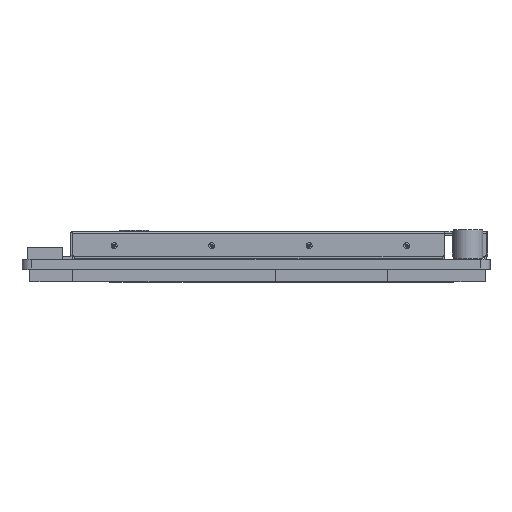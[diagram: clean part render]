
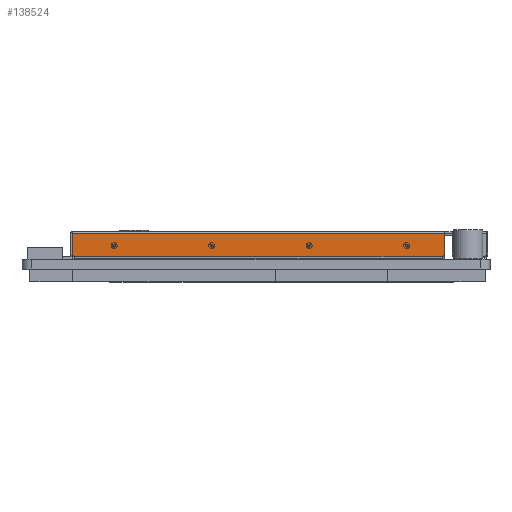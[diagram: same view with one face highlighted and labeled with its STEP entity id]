
A CAD part, top view. The second image highlights one B-rep face of the part: STEP entity #138524.
In plain terms, the highlighted planar face has unit normal (0, 0, 1).
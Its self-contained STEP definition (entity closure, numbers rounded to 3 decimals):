
#566 = AXIS2_PLACEMENT_3D ( 'NONE', #98793, #64457, #53976 ) ;
#1173 = LINE ( 'NONE', #22164, #8347 ) ;
#1318 = LINE ( 'NONE', #48698, #126138 ) ;
#2093 = CARTESIAN_POINT ( 'NONE',  ( 3.13, 5.6, 19.78 ) ) ;
#6766 = DIRECTION ( 'NONE',  ( -1., 0., 0. ) ) ;
#7148 = CARTESIAN_POINT ( 'NONE',  ( 3.38, 8., 19.78 ) ) ;
#7646 = DIRECTION ( 'NONE',  ( 0., 0., 1. ) ) ;
#8347 = VECTOR ( 'NONE', #43068, 1000. ) ;
#8507 = DIRECTION ( 'NONE',  ( 0., 0., 1. ) ) ;
#9799 = CARTESIAN_POINT ( 'NONE',  ( -10.35, 6.7, 19.78 ) ) ;
#9969 = CARTESIAN_POINT ( 'NONE',  ( -0.5, 6.7, 19.78 ) ) ;
#10010 = ORIENTED_EDGE ( 'NONE', *, *, #82689, .T. ) ;
#10462 = DIRECTION ( 'NONE',  ( 0., 0., 1. ) ) ;
#12718 = CIRCLE ( 'NONE', #55196, 0.25 ) ;
#13158 = VERTEX_POINT ( 'NONE', #21223 ) ;
#13886 = ORIENTED_EDGE ( 'NONE', *, *, #14349, .T. ) ;
#14349 = EDGE_CURVE ( 'NONE', #36945, #110917, #1173, .T. ) ;
#15018 = CIRCLE ( 'NONE', #123466, 0.15 ) ;
#16061 = CARTESIAN_POINT ( 'NONE',  ( -34.78, 8., 19.78 ) ) ;
#16219 = AXIS2_PLACEMENT_3D ( 'NONE', #33775, #113000, #21826 ) ;
#18286 = ORIENTED_EDGE ( 'NONE', *, *, #33641, .F. ) ;
#18816 = DIRECTION ( 'NONE',  ( 0., 0., 1. ) ) ;
#19072 = CARTESIAN_POINT ( 'NONE',  ( -34.78, 5.85, 19.78 ) ) ;
#19742 = CARTESIAN_POINT ( 'NONE',  ( -30.5, 6.7, 19.78 ) ) ;
#21223 = CARTESIAN_POINT ( 'NONE',  ( -10.65, 6.7, 19.78 ) ) ;
#21826 = DIRECTION ( 'NONE',  ( -1., 0., 0. ) ) ;
#22164 = CARTESIAN_POINT ( 'NONE',  ( 3.38, 8., 19.78 ) ) ;
#22875 = EDGE_CURVE ( 'NONE', #47457, #31341, #44983, .T. ) ;
#26668 = AXIS2_PLACEMENT_3D ( 'NONE', #97978, #18816, #63660 ) ;
#26704 = DIRECTION ( 'NONE',  ( 0., 0., 1. ) ) ;
#26932 = VECTOR ( 'NONE', #115350, 1000. ) ;
#28387 = EDGE_CURVE ( 'NONE', #120666, #87514, #15018, .T. ) ;
#29090 = FACE_BOUND ( 'NONE', #109962, .T. ) ;
#30475 = LINE ( 'NONE', #70481, #26932 ) ;
#31341 = VERTEX_POINT ( 'NONE', #143614 ) ;
#32673 = FACE_BOUND ( 'NONE', #107743, .T. ) ;
#33641 = EDGE_CURVE ( 'NONE', #120344, #114703, #111331, .T. ) ;
#33775 = CARTESIAN_POINT ( 'NONE',  ( -10.5, 6.7, 19.78 ) ) ;
#34566 = DIRECTION ( 'NONE',  ( 0., 0., 1. ) ) ;
#36945 = VERTEX_POINT ( 'NONE', #7148 ) ;
#39157 = AXIS2_PLACEMENT_3D ( 'NONE', #19742, #98914, #6766 ) ;
#40060 = DIRECTION ( 'NONE',  ( -1., 0., 0. ) ) ;
#40739 = EDGE_CURVE ( 'NONE', #82421, #13158, #55906, .T. ) ;
#41036 = CARTESIAN_POINT ( 'NONE',  ( -34.53, 5.85, 19.78 ) ) ;
#41236 = DIRECTION ( 'NONE',  ( 0., 1., 0. ) ) ;
#43068 = DIRECTION ( 'NONE',  ( -1., 0., 0. ) ) ;
#43547 = AXIS2_PLACEMENT_3D ( 'NONE', #87671, #8507, #65341 ) ;
#44456 = AXIS2_PLACEMENT_3D ( 'NONE', #41036, #7646, #40060 ) ;
#44983 = CIRCLE ( 'NONE', #138294, 0.15 ) ;
#45045 = EDGE_CURVE ( 'NONE', #31341, #47457, #93593, .T. ) ;
#46253 = DIRECTION ( 'NONE',  ( 0., 0., 1. ) ) ;
#46319 = ORIENTED_EDGE ( 'NONE', *, *, #45045, .F. ) ;
#47139 = ORIENTED_EDGE ( 'NONE', *, *, #28387, .F. ) ;
#47457 = VERTEX_POINT ( 'NONE', #61900 ) ;
#47964 = DIRECTION ( 'NONE',  ( 0., -1., 0. ) ) ;
#48698 = CARTESIAN_POINT ( 'NONE',  ( 3.38, 5.85, 19.78 ) ) ;
#52539 = CARTESIAN_POINT ( 'NONE',  ( -34.53, 5.6, 19.78 ) ) ;
#52582 = EDGE_CURVE ( 'NONE', #110917, #140009, #30475, .T. ) ;
#53976 = DIRECTION ( 'NONE',  ( -1., 0., 0. ) ) ;
#55034 = EDGE_LOOP ( 'NONE', ( #86165, #105417 ) ) ;
#55196 = AXIS2_PLACEMENT_3D ( 'NONE', #71899, #59933, #47964 ) ;
#55906 = CIRCLE ( 'NONE', #566, 0.15 ) ;
#57980 = VERTEX_POINT ( 'NONE', #52539 ) ;
#58709 = DIRECTION ( 'NONE',  ( -1., 0., 0. ) ) ;
#59394 = FACE_BOUND ( 'NONE', #55034, .T. ) ;
#59411 = VERTEX_POINT ( 'NONE', #2093 ) ;
#59933 = DIRECTION ( 'NONE',  ( 0., 0., 1. ) ) ;
#60153 = EDGE_CURVE ( 'NONE', #87514, #120666, #132185, .T. ) ;
#61900 = CARTESIAN_POINT ( 'NONE',  ( -0.35, 6.7, 19.78 ) ) ;
#62959 = FACE_BOUND ( 'NONE', #64108, .T. ) ;
#63660 = DIRECTION ( 'NONE',  ( -1., 0., 0. ) ) ;
#64108 = EDGE_LOOP ( 'NONE', ( #18286, #116992 ) ) ;
#64457 = DIRECTION ( 'NONE',  ( 0., 0., 1. ) ) ;
#65341 = DIRECTION ( 'NONE',  ( -1., 0., 0. ) ) ;
#69229 = CARTESIAN_POINT ( 'NONE',  ( -30.5, 6.7, 19.78 ) ) ;
#70481 = CARTESIAN_POINT ( 'NONE',  ( -34.78, 8., 19.78 ) ) ;
#70760 = EDGE_CURVE ( 'NONE', #13158, #82421, #74352, .T. ) ;
#71899 = CARTESIAN_POINT ( 'NONE',  ( 3.13, 5.85, 19.78 ) ) ;
#74225 = CARTESIAN_POINT ( 'NONE',  ( -34.53, 5.6, 19.78 ) ) ;
#74234 = ORIENTED_EDGE ( 'NONE', *, *, #60153, .F. ) ;
#74352 = CIRCLE ( 'NONE', #16219, 0.15 ) ;
#74811 = VERTEX_POINT ( 'NONE', #88791 ) ;
#75269 = ORIENTED_EDGE ( 'NONE', *, *, #142382, .T. ) ;
#76592 = PLANE ( 'NONE',  #26668 ) ;
#77245 = ORIENTED_EDGE ( 'NONE', *, *, #22875, .F. ) ;
#80280 = EDGE_CURVE ( 'NONE', #140009, #57980, #91931, .T. ) ;
#82421 = VERTEX_POINT ( 'NONE', #9799 ) ;
#82689 = EDGE_CURVE ( 'NONE', #59411, #74811, #12718, .T. ) ;
#83291 = EDGE_CURVE ( 'NONE', #57980, #59411, #107077, .T. ) ;
#85381 = EDGE_LOOP ( 'NONE', ( #132663, #10010, #75269, #13886, #143552, #96016 ) ) ;
#86118 = CARTESIAN_POINT ( 'NONE',  ( -30.65, 6.7, 19.78 ) ) ;
#86165 = ORIENTED_EDGE ( 'NONE', *, *, #40739, .F. ) ;
#87514 = VERTEX_POINT ( 'NONE', #86118 ) ;
#87671 = CARTESIAN_POINT ( 'NONE',  ( -20.5, 6.7, 19.78 ) ) ;
#88640 = DIRECTION ( 'NONE',  ( -1., 0., 0. ) ) ;
#88791 = CARTESIAN_POINT ( 'NONE',  ( 3.38, 5.85, 19.78 ) ) ;
#91931 = CIRCLE ( 'NONE', #44456, 0.25 ) ;
#92126 = AXIS2_PLACEMENT_3D ( 'NONE', #94872, #26704, #106428 ) ;
#93593 = CIRCLE ( 'NONE', #92126, 0.15 ) ;
#94872 = CARTESIAN_POINT ( 'NONE',  ( -0.5, 6.7, 19.78 ) ) ;
#96016 = ORIENTED_EDGE ( 'NONE', *, *, #80280, .T. ) ;
#97048 = CARTESIAN_POINT ( 'NONE',  ( -20.35, 6.7, 19.78 ) ) ;
#97978 = CARTESIAN_POINT ( 'NONE',  ( -34.78, 8.15, 19.78 ) ) ;
#98793 = CARTESIAN_POINT ( 'NONE',  ( -10.5, 6.7, 19.78 ) ) ;
#98914 = DIRECTION ( 'NONE',  ( 0., 0., 1. ) ) ;
#101007 = CARTESIAN_POINT ( 'NONE',  ( -30.35, 6.7, 19.78 ) ) ;
#101878 = EDGE_CURVE ( 'NONE', #114703, #120344, #115911, .T. ) ;
#105417 = ORIENTED_EDGE ( 'NONE', *, *, #70760, .F. ) ;
#106428 = DIRECTION ( 'NONE',  ( -1., 0., 0. ) ) ;
#107077 = LINE ( 'NONE', #74225, #119638 ) ;
#107743 = EDGE_LOOP ( 'NONE', ( #77245, #46319 ) ) ;
#109962 = EDGE_LOOP ( 'NONE', ( #47139, #74234 ) ) ;
#110917 = VERTEX_POINT ( 'NONE', #16061 ) ;
#111331 = CIRCLE ( 'NONE', #143052, 0.15 ) ;
#113000 = DIRECTION ( 'NONE',  ( 0., 0., 1. ) ) ;
#114703 = VERTEX_POINT ( 'NONE', #132976 ) ;
#115350 = DIRECTION ( 'NONE',  ( 0., -1., 0. ) ) ;
#115911 = CIRCLE ( 'NONE', #43547, 0.15 ) ;
#116992 = ORIENTED_EDGE ( 'NONE', *, *, #101878, .F. ) ;
#119638 = VECTOR ( 'NONE', #141480, 1000. ) ;
#120344 = VERTEX_POINT ( 'NONE', #97048 ) ;
#120666 = VERTEX_POINT ( 'NONE', #101007 ) ;
#123466 = AXIS2_PLACEMENT_3D ( 'NONE', #69229, #46253, #58709 ) ;
#124276 = CARTESIAN_POINT ( 'NONE',  ( -20.5, 6.7, 19.78 ) ) ;
#126138 = VECTOR ( 'NONE', #41236, 1000. ) ;
#132185 = CIRCLE ( 'NONE', #39157, 0.15 ) ;
#132663 = ORIENTED_EDGE ( 'NONE', *, *, #83291, .T. ) ;
#132976 = CARTESIAN_POINT ( 'NONE',  ( -20.65, 6.7, 19.78 ) ) ;
#138294 = AXIS2_PLACEMENT_3D ( 'NONE', #9969, #10462, #88640 ) ;
#138524 = ADVANCED_FACE ( 'NONE', ( #141453, #62959, #59394, #32673, #29090 ), #76592, .T. ) ;
#140009 = VERTEX_POINT ( 'NONE', #19072 ) ;
#141453 = FACE_OUTER_BOUND ( 'NONE', #85381, .T. ) ;
#141480 = DIRECTION ( 'NONE',  ( 1., 0., 0. ) ) ;
#142382 = EDGE_CURVE ( 'NONE', #74811, #36945, #1318, .T. ) ;
#143052 = AXIS2_PLACEMENT_3D ( 'NONE', #124276, #34566, #147669 ) ;
#143552 = ORIENTED_EDGE ( 'NONE', *, *, #52582, .T. ) ;
#143614 = CARTESIAN_POINT ( 'NONE',  ( -0.65, 6.7, 19.78 ) ) ;
#147669 = DIRECTION ( 'NONE',  ( -1., 0., 0. ) ) ;
